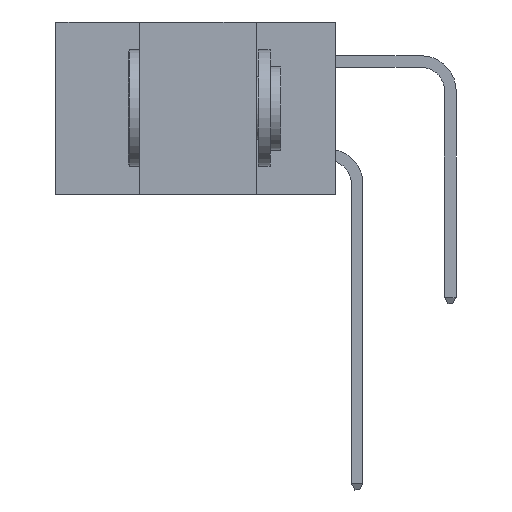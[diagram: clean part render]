
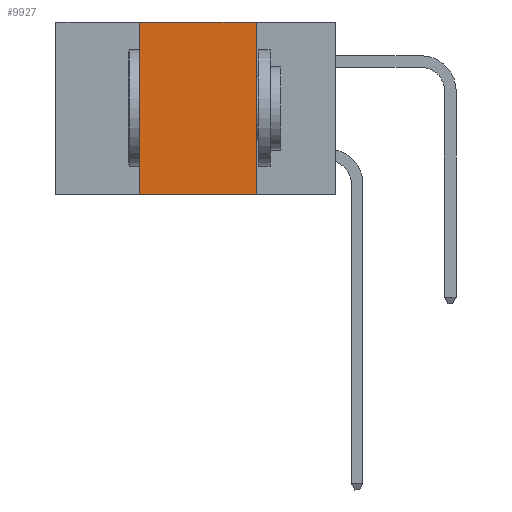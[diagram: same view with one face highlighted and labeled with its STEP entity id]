
A CAD part, left-side view. The second image highlights one B-rep face of the part: STEP entity #9927.
In plain terms, the highlighted planar face has unit normal (-1, 0, 0).
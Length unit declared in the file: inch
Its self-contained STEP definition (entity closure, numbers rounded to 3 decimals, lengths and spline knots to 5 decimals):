
#3528 = VERTEX_POINT ( 'NONE', #12204 ) ;
#3704 = PLANE ( 'NONE',  #16282 ) ;
#3949 = VECTOR ( 'NONE', #31480, 39.37008 ) ;
#5154 = LINE ( 'NONE', #20388, #11702 ) ;
#5301 = LINE ( 'NONE', #17478, #7933 ) ;
#6534 = CARTESIAN_POINT ( 'NONE',  ( 0., 0.6, 0. ) ) ;
#6602 = CARTESIAN_POINT ( 'NONE',  ( 0., 0.42, 0. ) ) ;
#7933 = VECTOR ( 'NONE', #17592, 39.37008 ) ;
#8131 = ORIENTED_EDGE ( 'NONE', *, *, #34802, .F. ) ;
#8147 = ORIENTED_EDGE ( 'NONE', *, *, #10873, .F. ) ;
#9927 = ADVANCED_FACE ( 'NONE', ( #25540 ), #3704, .F. ) ;
#10873 = EDGE_CURVE ( 'NONE', #3528, #14387, #33721, .T. ) ;
#11702 = VECTOR ( 'NONE', #17590, 39.37008 ) ;
#12204 = CARTESIAN_POINT ( 'NONE',  ( 0., 0.42, 0. ) ) ;
#12749 = VERTEX_POINT ( 'NONE', #25579 ) ;
#13874 = EDGE_CURVE ( 'NONE', #12749, #3528, #24426, .T. ) ;
#14387 = VERTEX_POINT ( 'NONE', #33574 ) ;
#14904 = CARTESIAN_POINT ( 'NONE',  ( 0., 0.6, 0. ) ) ;
#16282 = AXIS2_PLACEMENT_3D ( 'NONE', #6534, #28235, #31162 ) ;
#17478 = CARTESIAN_POINT ( 'NONE',  ( 0., 0.6, -0.37 ) ) ;
#17590 = DIRECTION ( 'NONE',  ( 0., 0., -1. ) ) ;
#17592 = DIRECTION ( 'NONE',  ( 0., -1., 0. ) ) ;
#18996 = VECTOR ( 'NONE', #23263, 39.37008 ) ;
#20388 = CARTESIAN_POINT ( 'NONE',  ( 0., 0.17, 0. ) ) ;
#21310 = CARTESIAN_POINT ( 'NONE',  ( 0., 0.17, -0.37 ) ) ;
#22180 = ORIENTED_EDGE ( 'NONE', *, *, #13874, .F. ) ;
#23263 = DIRECTION ( 'NONE',  ( 0., -1., 0. ) ) ;
#24426 = LINE ( 'NONE', #6602, #3949 ) ;
#25540 = FACE_OUTER_BOUND ( 'NONE', #28515, .T. ) ;
#25579 = CARTESIAN_POINT ( 'NONE',  ( 0., 0.42, -0.37 ) ) ;
#26886 = VERTEX_POINT ( 'NONE', #21310 ) ;
#28235 = DIRECTION ( 'NONE',  ( 1., 0., 0. ) ) ;
#28515 = EDGE_LOOP ( 'NONE', ( #8131, #8147, #22180, #32629 ) ) ;
#31162 = DIRECTION ( 'NONE',  ( 0., 0., -1. ) ) ;
#31480 = DIRECTION ( 'NONE',  ( 0., 0., 1. ) ) ;
#32422 = EDGE_CURVE ( 'NONE', #12749, #26886, #5301, .T. ) ;
#32629 = ORIENTED_EDGE ( 'NONE', *, *, #32422, .T. ) ;
#33574 = CARTESIAN_POINT ( 'NONE',  ( 0., 0.17, 0. ) ) ;
#33721 = LINE ( 'NONE', #14904, #18996 ) ;
#34802 = EDGE_CURVE ( 'NONE', #14387, #26886, #5154, .T. ) ;
